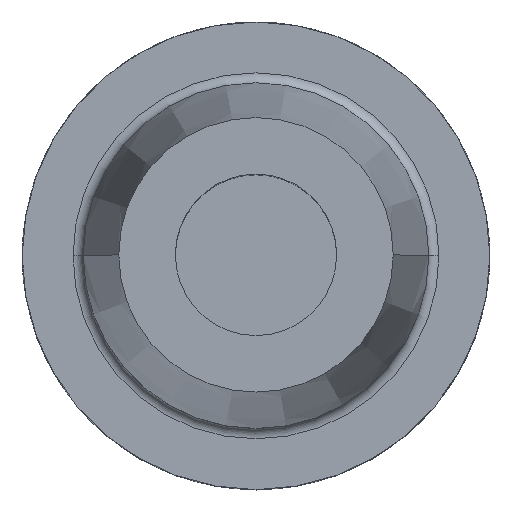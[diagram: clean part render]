
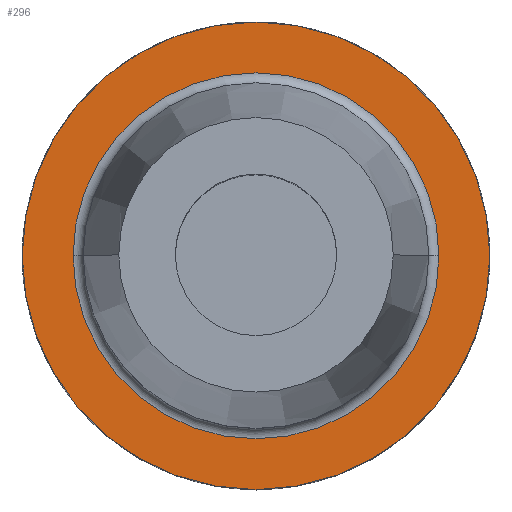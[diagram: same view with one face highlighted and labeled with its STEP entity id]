
A CAD part, top view. The second image highlights one B-rep face of the part: STEP entity #296.
In plain terms, the highlighted planar face has unit normal (0, 0, 1).
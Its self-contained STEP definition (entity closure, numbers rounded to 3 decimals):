
#32 = DIRECTION ( 'NONE',  ( 0., 0., -1. ) ) ;
#81 = DIRECTION ( 'NONE',  ( -1., 0., 0. ) ) ;
#103 = CARTESIAN_POINT ( 'NONE',  ( 23., 0., 22. ) ) ;
#249 = AXIS2_PLACEMENT_3D ( 'NONE', #1626, #858, #81 ) ;
#296 = ADVANCED_FACE ( 'NONE', ( #1057, #318 ), #1377, .F. ) ;
#305 = CARTESIAN_POINT ( 'NONE',  ( -23., 0., 22. ) ) ;
#308 = ORIENTED_EDGE ( 'NONE', *, *, #930, .T. ) ;
#311 = EDGE_CURVE ( 'NONE', #1390, #729, #1324, .T. ) ;
#318 = FACE_OUTER_BOUND ( 'NONE', #525, .T. ) ;
#389 = EDGE_CURVE ( 'NONE', #1380, #656, #593, .T. ) ;
#427 = DIRECTION ( 'NONE',  ( -1., 0., 0. ) ) ;
#486 = DIRECTION ( 'NONE',  ( 0., 0., -1. ) ) ;
#525 = EDGE_LOOP ( 'NONE', ( #953, #1078 ) ) ;
#593 = CIRCLE ( 'NONE', #1103, 23. ) ;
#596 = CARTESIAN_POINT ( 'NONE',  ( 0., 0., 22. ) ) ;
#656 = VERTEX_POINT ( 'NONE', #103 ) ;
#729 = VERTEX_POINT ( 'NONE', #900 ) ;
#732 = DIRECTION ( 'NONE',  ( -1., 0., 0. ) ) ;
#801 = CARTESIAN_POINT ( 'NONE',  ( 0., 0., 22. ) ) ;
#858 = DIRECTION ( 'NONE',  ( 0., 0., -1. ) ) ;
#874 = ORIENTED_EDGE ( 'NONE', *, *, #311, .T. ) ;
#900 = CARTESIAN_POINT ( 'NONE',  ( 18., 0., 22. ) ) ;
#920 = AXIS2_PLACEMENT_3D ( 'NONE', #596, #1508, #732 ) ;
#929 = DIRECTION ( 'NONE',  ( -1., 0., 0. ) ) ;
#930 = EDGE_CURVE ( 'NONE', #729, #1390, #1119, .T. ) ;
#953 = ORIENTED_EDGE ( 'NONE', *, *, #389, .F. ) ;
#1021 = AXIS2_PLACEMENT_3D ( 'NONE', #1514, #1216, #427 ) ;
#1057 = FACE_BOUND ( 'NONE', #1175, .T. ) ;
#1078 = ORIENTED_EDGE ( 'NONE', *, *, #1448, .F. ) ;
#1103 = AXIS2_PLACEMENT_3D ( 'NONE', #1263, #486, #1403 ) ;
#1119 = CIRCLE ( 'NONE', #1295, 18. ) ;
#1175 = EDGE_LOOP ( 'NONE', ( #874, #308 ) ) ;
#1216 = DIRECTION ( 'NONE',  ( 0., 0., -1. ) ) ;
#1263 = CARTESIAN_POINT ( 'NONE',  ( 0., 0., 22. ) ) ;
#1292 = CIRCLE ( 'NONE', #249, 23. ) ;
#1295 = AXIS2_PLACEMENT_3D ( 'NONE', #801, #32, #929 ) ;
#1324 = CIRCLE ( 'NONE', #1021, 18. ) ;
#1377 = PLANE ( 'NONE',  #920 ) ;
#1380 = VERTEX_POINT ( 'NONE', #305 ) ;
#1390 = VERTEX_POINT ( 'NONE', #1614 ) ;
#1403 = DIRECTION ( 'NONE',  ( -1., 0., 0. ) ) ;
#1448 = EDGE_CURVE ( 'NONE', #656, #1380, #1292, .T. ) ;
#1508 = DIRECTION ( 'NONE',  ( 0., 0., -1. ) ) ;
#1514 = CARTESIAN_POINT ( 'NONE',  ( 0., 0., 22. ) ) ;
#1614 = CARTESIAN_POINT ( 'NONE',  ( -18., 0., 22. ) ) ;
#1626 = CARTESIAN_POINT ( 'NONE',  ( 0., 0., 22. ) ) ;
